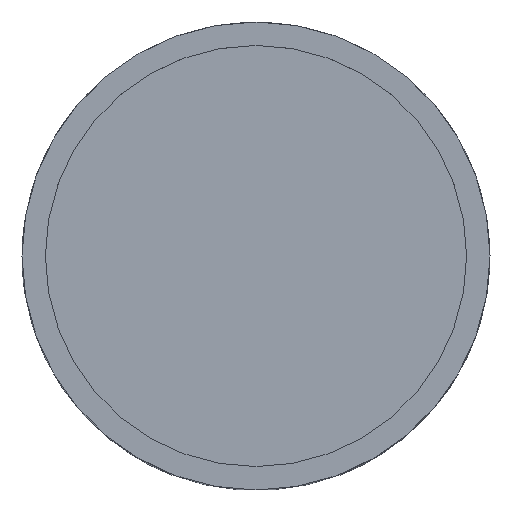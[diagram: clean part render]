
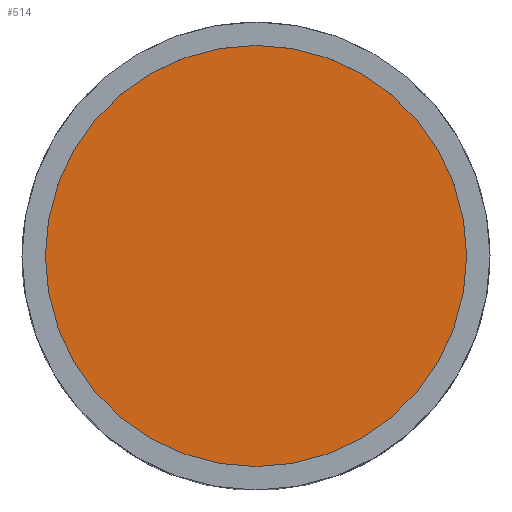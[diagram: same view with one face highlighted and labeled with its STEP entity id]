
A CAD part, top view. The second image highlights one B-rep face of the part: STEP entity #514.
In plain terms, the highlighted planar face has unit normal (0, 0, 1).
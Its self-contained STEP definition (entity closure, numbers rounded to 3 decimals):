
#68=PLANE('',#599);
#180=ORIENTED_EDGE('',*,*,#281,.T.);
#281=EDGE_CURVE('',#334,#334,#369,.T.);
#334=VERTEX_POINT('',#942);
#369=CIRCLE('',#598,6.75);
#411=EDGE_LOOP('',(#180));
#465=FACE_BOUND('',#411,.T.);
#514=ADVANCED_FACE('',(#465),#68,.T.);
#598=AXIS2_PLACEMENT_3D('',#941,#742,#743);
#599=AXIS2_PLACEMENT_3D('',#943,#744,#745);
#742=DIRECTION('',(0.,0.,1.));
#743=DIRECTION('',(1.,0.,0.));
#744=DIRECTION('',(0.,0.,1.));
#745=DIRECTION('',(1.,0.,0.));
#941=CARTESIAN_POINT('',(0.,0.,12.35));
#942=CARTESIAN_POINT('',(6.75,0.,12.35));
#943=CARTESIAN_POINT('',(0.,0.,12.35));
